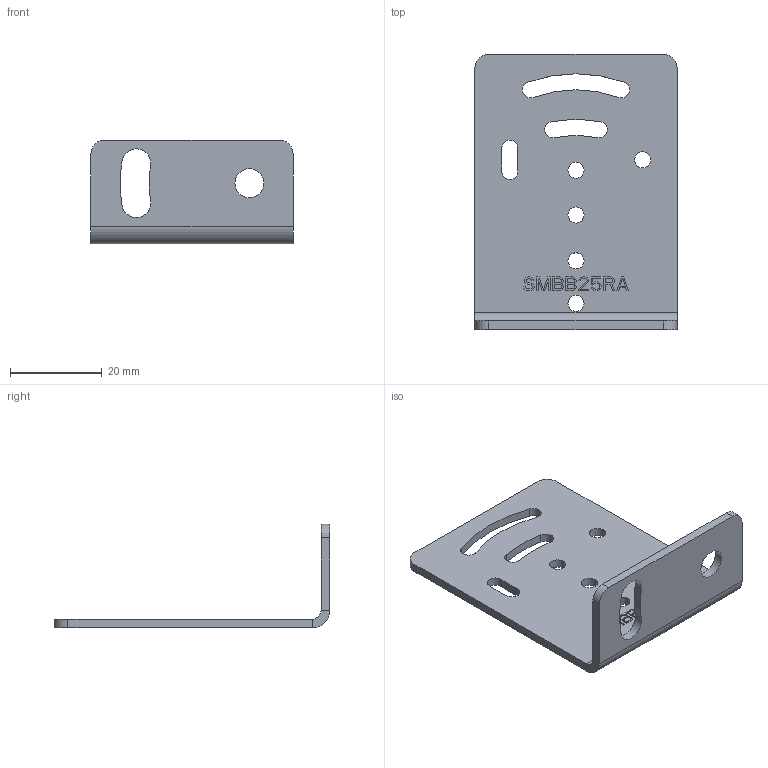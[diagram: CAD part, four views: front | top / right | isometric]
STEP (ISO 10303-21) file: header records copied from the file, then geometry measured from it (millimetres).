
FILE_DESCRIPTION((''),'2;1');
FILE_NAME('245851_ASM','2024-10-11T11:11:02',('banengservice'),('BANNER ENGINEERING'),'CREO PARAMETRIC BY PTC INC, 2022414','CREO PARAMETRIC BY PTC INC, 2022414','');
FILE_SCHEMA(('CONFIG_CONTROL_DESIGN'));
Length unit declared in the file: millimetre
Products named in the file (2): 245851_EP01; 245851_ASM
Assembly tree (1 placements, depth 2):
  245851_ASM
    245851_EP01
Bounding box: 44 x 60 x 22.62 mm (x, y, z)
Surface area: 7244.6 mm2 (no closed solid volume)
Topology: 0 solids, 1 shells, 308 faces, 874 edges, 580 vertices
Faces by surface type: plane 274, cylinder 34
Entity records: 9945 total; most frequent: CARTESIAN_POINT 1765, ORIENTED_EDGE 1740, DIRECTION 1564, EDGE_CURVE 874, VECTOR 806, LINE 806, VERTEX_POINT 580, AXIS2_PLACEMENT_3D 379
